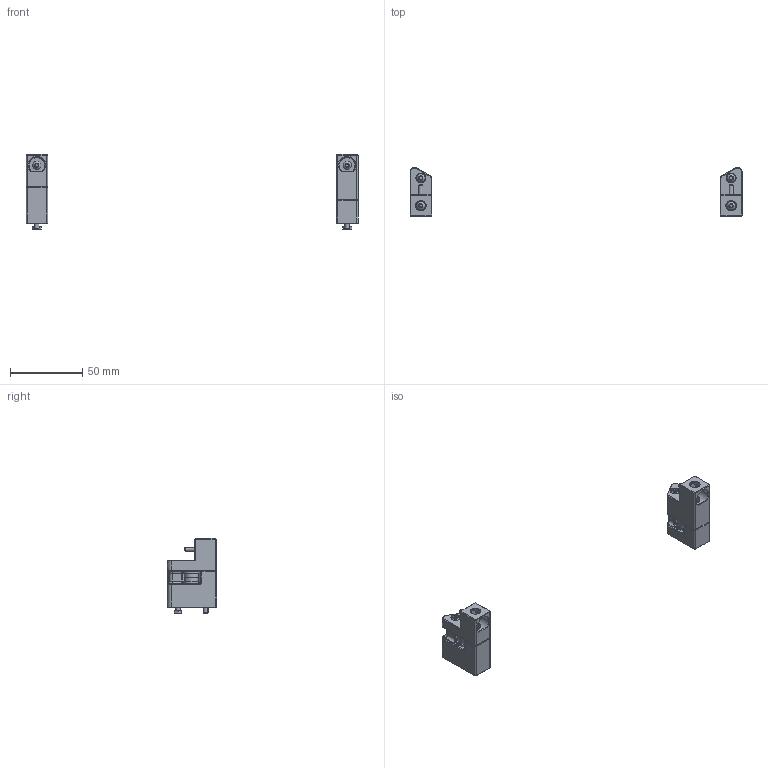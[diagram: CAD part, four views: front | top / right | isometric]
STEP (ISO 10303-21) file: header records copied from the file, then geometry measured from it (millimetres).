
FILE_DESCRIPTION(/* description */ (''),/* implementation_level */ '2;1');
FILE_NAME(/* name */ 'V0.2 Pin Mod OEM v3.step',/* time_stamp */ '2024-05-26T23:53:47+01:00',/* author */ (''),/* organization */ (''),/* preprocessor_version */ 'ST-DEVELOPER v20',/* originating_system */ 'Autodesk Translation Framework v13.14.0.145',/* authorisation */ '');
FILE_SCHEMA (('AUTOMOTIVE_DESIGN { 1 0 10303 214 3 1 1 }'));
Length unit declared in the file: millimetre
Products named in the file (32): V0.2 Pin Mod OEM; Gantry; Idlers; A Idler; Printed Parts (9); A Idler Lower; A Idler Upper; Hardware (9); Bearing Stacks (2); F623 Stack (2); F623-RS; M3 Washer (2); Screws (12); M3x10 BHCS (6); M3x35 BHCS (2); Nuts (14); M3 Hexnut (9); B Idler; Printed Parts (10); B Idler Lower; B Idler Upper; Hardware (10); Screws (13); M3x10 BHCS (7); M3x35 BHCS (3); Bearing Stacks (3); F623 Stack (3); F623-RS (1); M3 Washer (3); Nuts (15); M3 Hexnut (10); pin
Assembly tree (38 placements, depth 8):
  V0.2 Pin Mod OEM
    Gantry
      Idlers
        A Idler
          Printed Parts (9)
            A Idler Lower
            A Idler Upper
          Hardware (9)
            Bearing Stacks (2)
              F623 Stack (2)
                F623-RS  x2
                M3 Washer (2)  x2
            Screws (12)
              M3x10 BHCS (6)
              M3x35 BHCS (2)  x2
            Nuts (14)
              M3 Hexnut (9)
            pin
        B Idler
          Printed Parts (10)
            B Idler Lower
            B Idler Upper
          Hardware (10)
            Screws (13)
              M3x10 BHCS (7)
              M3x35 BHCS (3)  x2
            Bearing Stacks (3)
              F623 Stack (3)
                F623-RS (1)  x2
                M3 Washer (3)  x2
            Nuts (15)
              M3 Hexnut (10)
            pin
Bounding box: 230 x 34.01 x 52 mm (x, y, z)
Volume: 31772.5 mm3; surface area: 18664.4 mm2
Topology: 26 solids, 26 shells, 569 faces, 1207 edges, 714 vertices
Faces by surface type: plane 224, cone 143, cylinder 118, bspline 58, torus 20, sphere 6
Full cylindrical faces by diameter (mm): 3 x14, 3.2 x4, 3.3 x4, 3.4 x10, 5.7 x6, 6 x2, 6.06 x8, 6.5 x4, 6.94 x8, 7 x4, 10 x4, 11.5 x2, 11.7 x4
Entity records: 21005 total; most frequent: CARTESIAN_POINT 9890, DIRECTION 2188, ORIENTED_EDGE 2128, EDGE_CURVE 1064, AXIS2_PLACEMENT_3D 847, VERTEX_POINT 634, EDGE_LOOP 552, LINE 494
